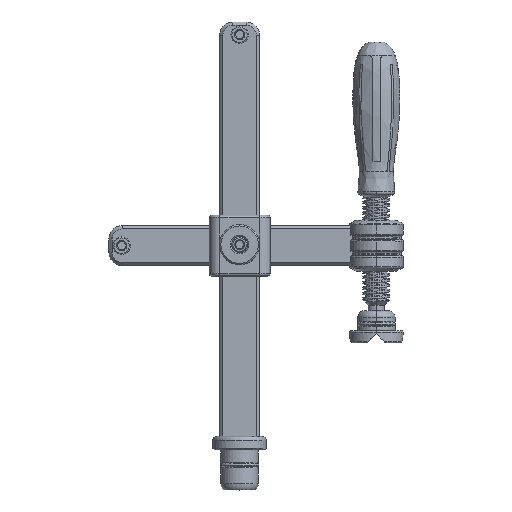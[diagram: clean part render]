
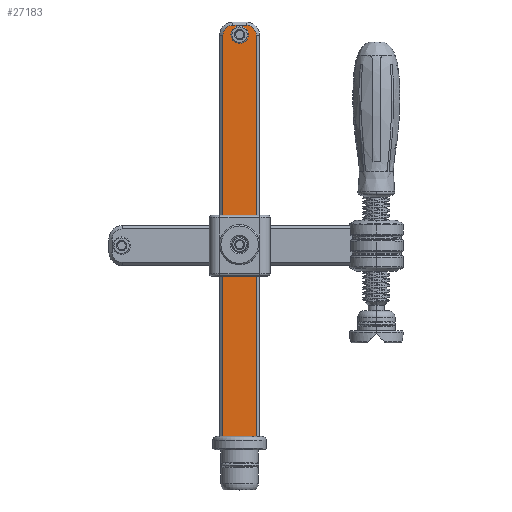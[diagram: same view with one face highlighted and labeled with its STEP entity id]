
A CAD part, top view. The second image highlights one B-rep face of the part: STEP entity #27183.
In plain terms, the highlighted face is planar.
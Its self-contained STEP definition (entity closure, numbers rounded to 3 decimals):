
#203 = DIRECTION ( 'NONE',  ( 0., 0., 1. ) ) ;
#960 = ORIENTED_EDGE ( 'NONE', *, *, #22190, .T. ) ;
#1531 = CARTESIAN_POINT ( 'NONE',  ( 7., 320., 12.5 ) ) ;
#1648 = LINE ( 'NONE', #36098, #18352 ) ;
#2204 = VERTEX_POINT ( 'NONE', #10738 ) ;
#2484 = CARTESIAN_POINT ( 'NONE',  ( 7., 310.5, 5. ) ) ;
#3859 = DIRECTION ( 'NONE',  ( -1., 0., 0. ) ) ;
#4346 = DIRECTION ( 'NONE',  ( 1., 0., 0. ) ) ;
#4481 = CARTESIAN_POINT ( 'NONE',  ( 7., 310., 5. ) ) ;
#5396 = DIRECTION ( 'NONE',  ( 0., 1., 0. ) ) ;
#5857 = DIRECTION ( 'NONE',  ( 1., 0., 0. ) ) ;
#6425 = LINE ( 'NONE', #49112, #31910 ) ;
#7248 = ORIENTED_EDGE ( 'NONE', *, *, #19611, .F. ) ;
#9257 = EDGE_LOOP ( 'NONE', ( #44692, #7248 ) ) ;
#9580 = DIRECTION ( 'NONE',  ( 0., 0., 1. ) ) ;
#10125 = CARTESIAN_POINT ( 'NONE',  ( 7., 310.5, -5. ) ) ;
#10126 = LINE ( 'NONE', #1531, #50836 ) ;
#10738 = CARTESIAN_POINT ( 'NONE',  ( 7., 317.5, 5. ) ) ;
#15242 = EDGE_LOOP ( 'NONE', ( #26233, #960, #49665, #28682, #36033, #22330 ) ) ;
#16213 = VERTEX_POINT ( 'NONE', #2484 ) ;
#18115 = EDGE_CURVE ( 'NONE', #29844, #16213, #62318, .T. ) ;
#18352 = VECTOR ( 'NONE', #5396, 1000. ) ;
#19265 = VERTEX_POINT ( 'NONE', #49834 ) ;
#19611 = EDGE_CURVE ( 'NONE', #16213, #29844, #58221, .T. ) ;
#21685 = AXIS2_PLACEMENT_3D ( 'NONE', #61285, #30697, #203 ) ;
#21761 = DIRECTION ( 'NONE',  ( 0., -1., 0. ) ) ;
#22160 = AXIS2_PLACEMENT_3D ( 'NONE', #4481, #40125, #9580 ) ;
#22190 = EDGE_CURVE ( 'NONE', #39908, #26228, #10126, .T. ) ;
#22330 = ORIENTED_EDGE ( 'NONE', *, *, #36488, .T. ) ;
#23238 = DIRECTION ( 'NONE',  ( 0., 0., -1. ) ) ;
#24292 = PLANE ( 'NONE',  #46467 ) ;
#26039 = VERTEX_POINT ( 'NONE', #29617 ) ;
#26228 = VERTEX_POINT ( 'NONE', #58196 ) ;
#26233 = ORIENTED_EDGE ( 'NONE', *, *, #53300, .T. ) ;
#27183 = ADVANCED_FACE ( 'NONE', ( #28166, #41739 ), #24292, .F. ) ;
#28166 = FACE_BOUND ( 'NONE', #9257, .T. ) ;
#28489 = CIRCLE ( 'NONE', #22160, 7.5 ) ;
#28682 = ORIENTED_EDGE ( 'NONE', *, *, #35275, .T. ) ;
#29419 = DIRECTION ( 'NONE',  ( 0., 0., 1. ) ) ;
#29617 = CARTESIAN_POINT ( 'NONE',  ( 7., 10., -12.5 ) ) ;
#29844 = VERTEX_POINT ( 'NONE', #10125 ) ;
#30697 = DIRECTION ( 'NONE',  ( 1., 0., 0. ) ) ;
#31910 = VECTOR ( 'NONE', #23238, 1000. ) ;
#34839 = CARTESIAN_POINT ( 'NONE',  ( 7., 310.5, 0. ) ) ;
#35126 = EDGE_CURVE ( 'NONE', #26228, #26039, #6425, .T. ) ;
#35275 = EDGE_CURVE ( 'NONE', #26039, #19265, #1648, .T. ) ;
#36033 = ORIENTED_EDGE ( 'NONE', *, *, #63310, .T. ) ;
#36098 = CARTESIAN_POINT ( 'NONE',  ( 7., 320., -12.5 ) ) ;
#36341 = CARTESIAN_POINT ( 'NONE',  ( 7., 310.5, 0. ) ) ;
#36488 = EDGE_CURVE ( 'NONE', #57154, #2204, #59752, .T. ) ;
#39908 = VERTEX_POINT ( 'NONE', #65495 ) ;
#39980 = DIRECTION ( 'NONE',  ( 0., 0., -1. ) ) ;
#40125 = DIRECTION ( 'NONE',  ( 1., 0., 0. ) ) ;
#41469 = DIRECTION ( 'NONE',  ( 0., 0., -1. ) ) ;
#41739 = FACE_OUTER_BOUND ( 'NONE', #15242, .T. ) ;
#42510 = AXIS2_PLACEMENT_3D ( 'NONE', #34839, #4346, #39980 ) ;
#44271 = AXIS2_PLACEMENT_3D ( 'NONE', #36341, #5857, #41469 ) ;
#44692 = ORIENTED_EDGE ( 'NONE', *, *, #18115, .F. ) ;
#46161 = VECTOR ( 'NONE', #60324, 1000. ) ;
#46467 = AXIS2_PLACEMENT_3D ( 'NONE', #49751, #3859, #29419 ) ;
#49112 = CARTESIAN_POINT ( 'NONE',  ( 7., 10., 15. ) ) ;
#49665 = ORIENTED_EDGE ( 'NONE', *, *, #35126, .T. ) ;
#49751 = CARTESIAN_POINT ( 'NONE',  ( 7., 320., 15. ) ) ;
#49834 = CARTESIAN_POINT ( 'NONE',  ( 7., 310., -12.5 ) ) ;
#50836 = VECTOR ( 'NONE', #21761, 1000. ) ;
#53300 = EDGE_CURVE ( 'NONE', #2204, #39908, #28489, .T. ) ;
#55203 = CARTESIAN_POINT ( 'NONE',  ( 7., 317.5, 5. ) ) ;
#57154 = VERTEX_POINT ( 'NONE', #60699 ) ;
#58196 = CARTESIAN_POINT ( 'NONE',  ( 7., 10., 12.5 ) ) ;
#58221 = CIRCLE ( 'NONE', #44271, 5. ) ;
#59752 = LINE ( 'NONE', #55203, #46161 ) ;
#60324 = DIRECTION ( 'NONE',  ( 0., 0., 1. ) ) ;
#60699 = CARTESIAN_POINT ( 'NONE',  ( 7., 317.5, -5. ) ) ;
#61285 = CARTESIAN_POINT ( 'NONE',  ( 7., 310., -5. ) ) ;
#61408 = CIRCLE ( 'NONE', #21685, 7.5 ) ;
#62318 = CIRCLE ( 'NONE', #42510, 5. ) ;
#63310 = EDGE_CURVE ( 'NONE', #19265, #57154, #61408, .T. ) ;
#65495 = CARTESIAN_POINT ( 'NONE',  ( 7., 310., 12.5 ) ) ;
